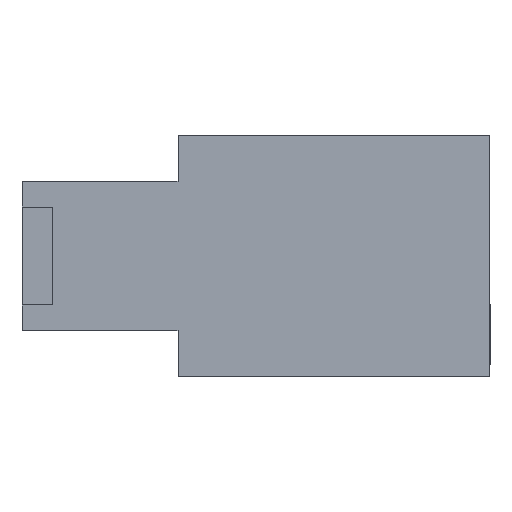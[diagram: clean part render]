
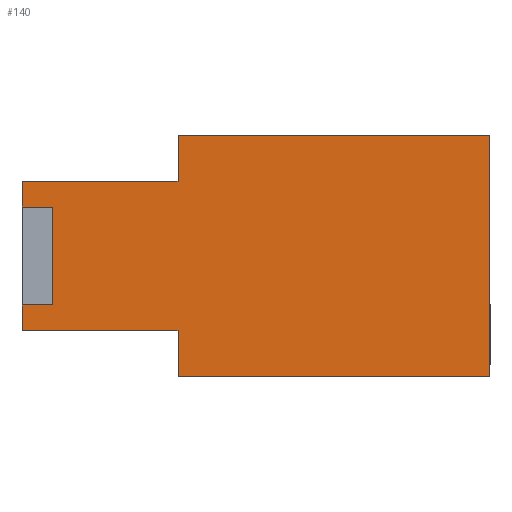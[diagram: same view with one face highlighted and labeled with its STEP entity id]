
A CAD part, left-side view. The second image highlights one B-rep face of the part: STEP entity #140.
In plain terms, the highlighted planar face has unit normal (-1, 0, 0).
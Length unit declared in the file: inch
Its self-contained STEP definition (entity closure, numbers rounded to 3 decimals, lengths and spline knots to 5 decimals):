
#7 = VERTEX_POINT ( 'NONE', #1667 ) ;
#59 = EDGE_CURVE ( 'NONE', #60, #7, #1681, .T. ) ;
#60 = VERTEX_POINT ( 'NONE', #1677 ) ;
#100 = ORIENTED_EDGE ( 'NONE', *, *, #190, .F. ) ;
#101 = ORIENTED_EDGE ( 'NONE', *, *, #102, .T. ) ;
#102 = EDGE_CURVE ( 'NONE', #129, #126, #674, .T. ) ;
#103 = EDGE_CURVE ( 'NONE', #7, #115, #688, .T. ) ;
#105 = VERTEX_POINT ( 'NONE', #686 ) ;
#107 = VERTEX_POINT ( 'NONE', #690 ) ;
#114 = ORIENTED_EDGE ( 'NONE', *, *, #186, .T. ) ;
#115 = VERTEX_POINT ( 'NONE', #726 ) ;
#125 = EDGE_CURVE ( 'NONE', #126, #105, #750, .T. ) ;
#126 = VERTEX_POINT ( 'NONE', #755 ) ;
#128 = EDGE_CURVE ( 'NONE', #171, #129, #730, .T. ) ;
#129 = VERTEX_POINT ( 'NONE', #752 ) ;
#140 = ADVANCED_FACE ( 'NONE', ( #777 ), #780, .F. ) ;
#141 = VERTEX_POINT ( 'NONE', #781 ) ;
#142 = EDGE_CURVE ( 'NONE', #182, #105, #759, .T. ) ;
#144 = ORIENTED_EDGE ( 'NONE', *, *, #103, .T. ) ;
#146 = EDGE_LOOP ( 'NONE', ( #192, #187, #185, #144, #114, #193, #100, #191, #151, #101, #194, #195 ) ) ;
#151 = ORIENTED_EDGE ( 'NONE', *, *, #128, .T. ) ;
#164 = VERTEX_POINT ( 'NONE', #789 ) ;
#165 = EDGE_CURVE ( 'NONE', #171, #107, #788, .T. ) ;
#171 = VERTEX_POINT ( 'NONE', #819 ) ;
#182 = VERTEX_POINT ( 'NONE', #873 ) ;
#183 = VERTEX_POINT ( 'NONE', #918 ) ;
#184 = EDGE_CURVE ( 'NONE', #164, #60, #831, .T. ) ;
#185 = ORIENTED_EDGE ( 'NONE', *, *, #59, .T. ) ;
#186 = EDGE_CURVE ( 'NONE', #115, #141, #882, .T. ) ;
#187 = ORIENTED_EDGE ( 'NONE', *, *, #184, .T. ) ;
#188 = EDGE_CURVE ( 'NONE', #141, #183, #893, .T. ) ;
#190 = EDGE_CURVE ( 'NONE', #107, #183, #872, .T. ) ;
#191 = ORIENTED_EDGE ( 'NONE', *, *, #165, .F. ) ;
#192 = ORIENTED_EDGE ( 'NONE', *, *, #197, .F. ) ;
#193 = ORIENTED_EDGE ( 'NONE', *, *, #188, .T. ) ;
#194 = ORIENTED_EDGE ( 'NONE', *, *, #125, .T. ) ;
#195 = ORIENTED_EDGE ( 'NONE', *, *, #142, .F. ) ;
#197 = EDGE_CURVE ( 'NONE', #164, #182, #904, .T. ) ;
#634 = VECTOR ( 'NONE', #639, 39.37008 ) ;
#639 = DIRECTION ( 'NONE',  ( 0., 1., 0. ) ) ;
#673 = CARTESIAN_POINT ( 'NONE',  ( -0.59, 0.455, 0.38045 ) ) ;
#674 = LINE ( 'NONE', #673, #634 ) ;
#686 = CARTESIAN_POINT ( 'NONE',  ( -0.59, 0.455, 0.33023 ) ) ;
#687 = VECTOR ( 'NONE', #691, 39.37008 ) ;
#688 = LINE ( 'NONE', #689, #687 ) ;
#689 = CARTESIAN_POINT ( 'NONE',  ( -0.59, 0.455, 0.08955 ) ) ;
#690 = CARTESIAN_POINT ( 'NONE',  ( -0.59, -0.455, 0.47 ) ) ;
#691 = DIRECTION ( 'NONE',  ( 0., -1., 0. ) ) ;
#715 = DIRECTION ( 'NONE',  ( 0., 1., 0. ) ) ;
#716 = VECTOR ( 'NONE', #715, 39.37008 ) ;
#717 = CARTESIAN_POINT ( 'NONE',  ( -0.59, 0.395, 0.33023 ) ) ;
#726 = CARTESIAN_POINT ( 'NONE',  ( -0.59, 0.15167, 0.08955 ) ) ;
#729 = CARTESIAN_POINT ( 'NONE',  ( -0.59, 0.15167, 0.47 ) ) ;
#730 = LINE ( 'NONE', #729, #754 ) ;
#749 = CARTESIAN_POINT ( 'NONE',  ( -0.59, 0.455, 0.47 ) ) ;
#750 = LINE ( 'NONE', #749, #757 ) ;
#752 = CARTESIAN_POINT ( 'NONE',  ( -0.59, 0.15167, 0.38045 ) ) ;
#753 = DIRECTION ( 'NONE',  ( 0., 0., -1. ) ) ;
#754 = VECTOR ( 'NONE', #753, 39.37008 ) ;
#755 = CARTESIAN_POINT ( 'NONE',  ( -0.59, 0.455, 0.38045 ) ) ;
#756 = DIRECTION ( 'NONE',  ( 0., 0., -1. ) ) ;
#757 = VECTOR ( 'NONE', #756, 39.37008 ) ;
#759 = LINE ( 'NONE', #717, #716 ) ;
#760 = DIRECTION ( 'NONE',  ( 0., 1., 0. ) ) ;
#761 = DIRECTION ( 'NONE',  ( 1., 0., 0. ) ) ;
#775 = CARTESIAN_POINT ( 'NONE',  ( -0.59, 0.455, 0.47 ) ) ;
#776 = AXIS2_PLACEMENT_3D ( 'NONE', #775, #761, #760 ) ;
#777 = FACE_OUTER_BOUND ( 'NONE', #146, .T. ) ;
#780 = PLANE ( 'NONE',  #776 ) ;
#781 = CARTESIAN_POINT ( 'NONE',  ( -0.59, 0.15167, 0. ) ) ;
#783 = DIRECTION ( 'NONE',  ( 0., -1., 0. ) ) ;
#784 = VECTOR ( 'NONE', #783, 39.37008 ) ;
#785 = CARTESIAN_POINT ( 'NONE',  ( -0.59, 0.455, 0.47 ) ) ;
#788 = LINE ( 'NONE', #785, #784 ) ;
#789 = CARTESIAN_POINT ( 'NONE',  ( -0.59, 0.395, 0.13978 ) ) ;
#819 = CARTESIAN_POINT ( 'NONE',  ( -0.59, 0.15167, 0.47 ) ) ;
#829 = VECTOR ( 'NONE', #905, 39.37008 ) ;
#830 = CARTESIAN_POINT ( 'NONE',  ( -0.59, 0.395, 0.13978 ) ) ;
#831 = LINE ( 'NONE', #830, #829 ) ;
#833 = DIRECTION ( 'NONE',  ( 0., -1., 0. ) ) ;
#834 = VECTOR ( 'NONE', #833, 39.37008 ) ;
#872 = LINE ( 'NONE', #885, #884 ) ;
#873 = CARTESIAN_POINT ( 'NONE',  ( -0.59, 0.395, 0.33023 ) ) ;
#881 = CARTESIAN_POINT ( 'NONE',  ( -0.59, 0.15167, 0. ) ) ;
#882 = LINE ( 'NONE', #881, #930 ) ;
#883 = DIRECTION ( 'NONE',  ( 0., 0., -1. ) ) ;
#884 = VECTOR ( 'NONE', #883, 39.37008 ) ;
#885 = CARTESIAN_POINT ( 'NONE',  ( -0.59, -0.455, 0.47 ) ) ;
#892 = CARTESIAN_POINT ( 'NONE',  ( -0.59, 0.455, 0. ) ) ;
#893 = LINE ( 'NONE', #892, #834 ) ;
#901 = DIRECTION ( 'NONE',  ( 0., 0., 1. ) ) ;
#902 = VECTOR ( 'NONE', #901, 39.37008 ) ;
#903 = CARTESIAN_POINT ( 'NONE',  ( -0.59, 0.395, 0.13978 ) ) ;
#904 = LINE ( 'NONE', #903, #902 ) ;
#905 = DIRECTION ( 'NONE',  ( 0., 1., 0. ) ) ;
#918 = CARTESIAN_POINT ( 'NONE',  ( -0.59, -0.455, 0. ) ) ;
#929 = DIRECTION ( 'NONE',  ( 0., 0., -1. ) ) ;
#930 = VECTOR ( 'NONE', #929, 39.37008 ) ;
#1667 = CARTESIAN_POINT ( 'NONE',  ( -0.59, 0.455, 0.08955 ) ) ;
#1677 = CARTESIAN_POINT ( 'NONE',  ( -0.59, 0.455, 0.13978 ) ) ;
#1678 = DIRECTION ( 'NONE',  ( 0., 0., -1. ) ) ;
#1679 = VECTOR ( 'NONE', #1678, 39.37008 ) ;
#1680 = CARTESIAN_POINT ( 'NONE',  ( -0.59, 0.455, 0.47 ) ) ;
#1681 = LINE ( 'NONE', #1680, #1679 ) ;
